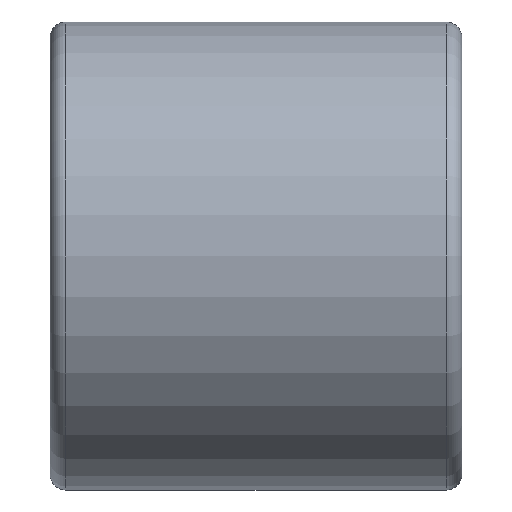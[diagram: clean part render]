
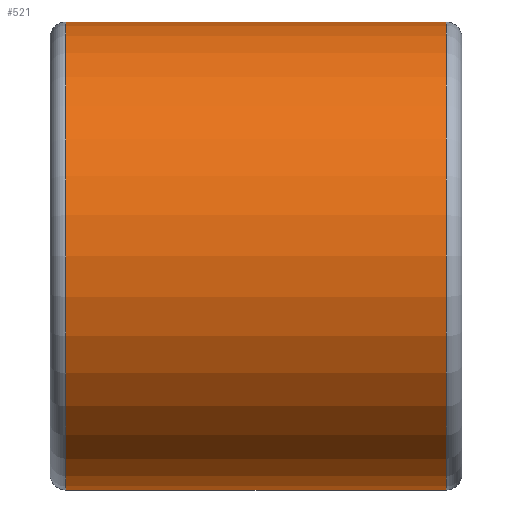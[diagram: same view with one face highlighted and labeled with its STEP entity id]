
A CAD part, left-side view. The second image highlights one B-rep face of the part: STEP entity #521.
In plain terms, the highlighted cylindrical face has radius 3.75 mm (diameter 7.5 mm), a partial arc.
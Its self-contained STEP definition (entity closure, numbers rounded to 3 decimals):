
#58 = CARTESIAN_POINT ( 'NONE',  ( -2.85, 3.3, 3.75 ) ) ;
#62 = EDGE_CURVE ( 'NONE', #88, #81, #713, .T. ) ;
#66 = CARTESIAN_POINT ( 'NONE',  ( -2.85, -3.05, 3.75 ) ) ;
#81 = VERTEX_POINT ( 'NONE', #135 ) ;
#88 = VERTEX_POINT ( 'NONE', #664 ) ;
#135 = CARTESIAN_POINT ( 'NONE',  ( -2.85, 3.05, 0. ) ) ;
#144 = VERTEX_POINT ( 'NONE', #729 ) ;
#228 = DIRECTION ( 'NONE',  ( 0., 0., -1. ) ) ;
#240 = VECTOR ( 'NONE', #563, 1000. ) ;
#255 = ORIENTED_EDGE ( 'NONE', *, *, #62, .T. ) ;
#263 = AXIS2_PLACEMENT_3D ( 'NONE', #66, #636, #704 ) ;
#292 = AXIS2_PLACEMENT_3D ( 'NONE', #58, #569, #228 ) ;
#301 = CARTESIAN_POINT ( 'NONE',  ( -2.85, 3.05, 3.75 ) ) ;
#319 = ORIENTED_EDGE ( 'NONE', *, *, #662, .F. ) ;
#322 = VECTOR ( 'NONE', #356, 1000. ) ;
#348 = AXIS2_PLACEMENT_3D ( 'NONE', #301, #587, #535 ) ;
#356 = DIRECTION ( 'NONE',  ( 0., -1., 0. ) ) ;
#414 = CYLINDRICAL_SURFACE ( 'NONE', #292, 3.75 ) ;
#456 = CARTESIAN_POINT ( 'NONE',  ( -2.85, 3.3, 7.5 ) ) ;
#462 = CARTESIAN_POINT ( 'NONE',  ( -2.85, -3.05, 0. ) ) ;
#463 = EDGE_LOOP ( 'NONE', ( #571, #594, #319, #255 ) ) ;
#503 = CARTESIAN_POINT ( 'NONE',  ( -2.85, 3.3, 0. ) ) ;
#521 = ADVANCED_FACE ( 'NONE', ( #652 ), #414, .T. ) ;
#533 = EDGE_CURVE ( 'NONE', #81, #681, #617, .T. ) ;
#535 = DIRECTION ( 'NONE',  ( 0., 0., 1. ) ) ;
#563 = DIRECTION ( 'NONE',  ( 0., -1., 0. ) ) ;
#567 = EDGE_CURVE ( 'NONE', #681, #144, #755, .T. ) ;
#569 = DIRECTION ( 'NONE',  ( 0., -1., 0. ) ) ;
#571 = ORIENTED_EDGE ( 'NONE', *, *, #533, .T. ) ;
#587 = DIRECTION ( 'NONE',  ( 0., -1., 0. ) ) ;
#594 = ORIENTED_EDGE ( 'NONE', *, *, #567, .T. ) ;
#617 = LINE ( 'NONE', #503, #240 ) ;
#636 = DIRECTION ( 'NONE',  ( 0., 1., 0. ) ) ;
#652 = FACE_OUTER_BOUND ( 'NONE', #463, .T. ) ;
#662 = EDGE_CURVE ( 'NONE', #88, #144, #709, .T. ) ;
#664 = CARTESIAN_POINT ( 'NONE',  ( -2.85, 3.05, 7.5 ) ) ;
#681 = VERTEX_POINT ( 'NONE', #462 ) ;
#704 = DIRECTION ( 'NONE',  ( 0., 0., 1. ) ) ;
#709 = LINE ( 'NONE', #456, #322 ) ;
#713 = CIRCLE ( 'NONE', #348, 3.75 ) ;
#729 = CARTESIAN_POINT ( 'NONE',  ( -2.85, -3.05, 7.5 ) ) ;
#755 = CIRCLE ( 'NONE', #263, 3.75 ) ;
